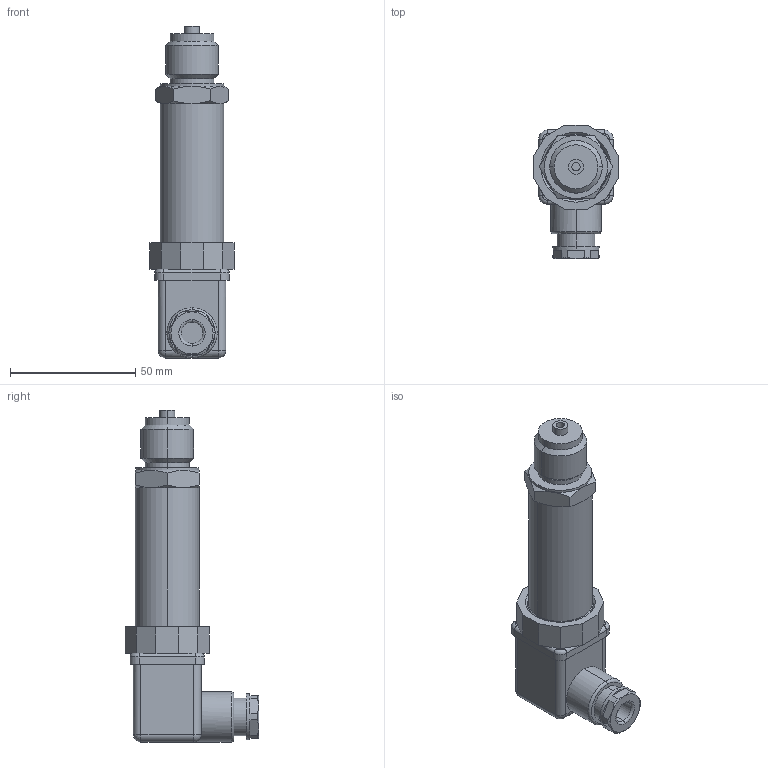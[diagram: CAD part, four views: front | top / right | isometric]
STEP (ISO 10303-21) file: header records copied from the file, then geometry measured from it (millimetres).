
FILE_DESCRIPTION(('Creo Elements/Direct Modeling STEP Export'),'2;1');
FILE_NAME('GS4200-xxxxAC.STP','2018-04-27T 8:59:51',(''),(''),'PTC Creo Elements/Direct Modeling STEP processor for AP214 (Solid Model)','PTC Creo Elements/Direct Modeling 19.0E 27-Jun-2016 (C) Parametric Technology GmbH','');
FILE_SCHEMA(('AUTOMOTIVE_DESIGN { 1 0 10303 214 1 1 1 1 }'));
Length unit declared in the file: millimetre
Products named in the file (2): GS4200-XXXXAC
Assembly tree (1 placements, depth 2):
  GS4200-XXXXAC
    GS4200-XXXXAC
Bounding box: 33.5 x 53.25 x 132.4 mm (x, y, z)
Volume: 79118.7 mm3; surface area: 16212.2 mm2
Topology: 1 solids, 5 shells, 236 faces, 593 edges, 376 vertices
Faces by surface type: plane 130, cylinder 67, cone 18, torus 16, sphere 5
Entity records: 9228 total; most frequent: CARTESIAN_POINT 1536, ORIENTED_EDGE 1178, DIRECTION 1162, EDGE_CURVE 589, AXIS2_PLACEMENT_3D 420, VERTEX_POINT 376, VECTOR 322, LINE 322
